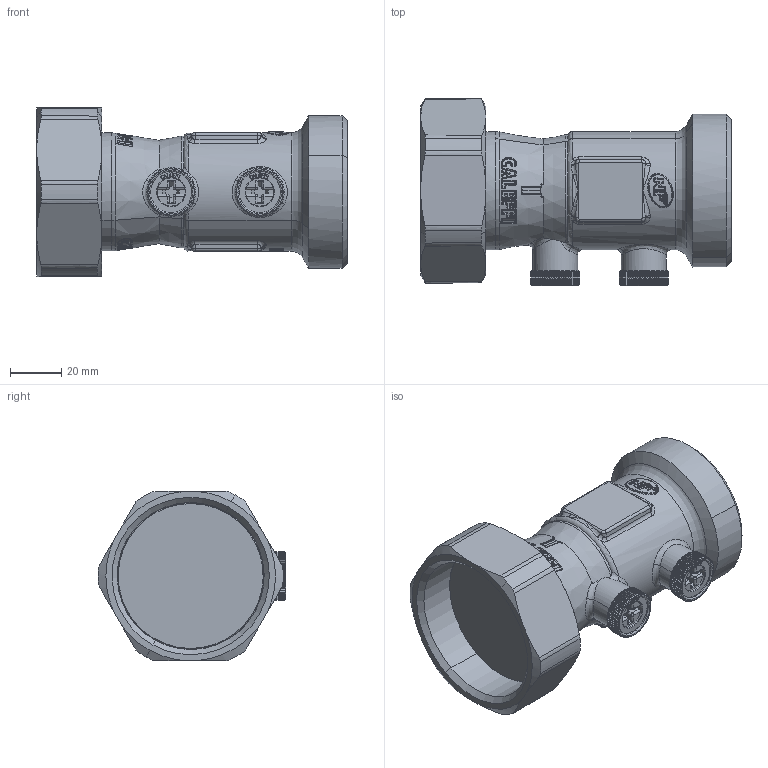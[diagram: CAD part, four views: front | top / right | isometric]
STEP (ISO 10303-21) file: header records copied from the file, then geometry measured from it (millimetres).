
FILE_DESCRIPTION(('CATIA V5 STEP Exchange','CAx-IF Rec.Pracs.--- Model Styling and Organization---1.5--- 2016-08-15','CAx-IF Rec.Pracs.---Supplemental Geometry---1.0---2011-11-01','CAx-IF Rec.Pracs.--- Composite Materials ---3.4---2017-06-13','CAx-IF Rec.Pracs.---Tessellated 3D Geometry---1.0---2015-12-17'),'2;1');
FILE_NAME('STEP_304680_-_TST.stp','2023-05-16T08:41:14+00:00',('none'),('none'),'CATIA Version 5-6 Release 2020 SP5','CATIA V5 STEP AP242 v2','none');
FILE_SCHEMA(('AP242_MANAGED_MODEL_BASED_3D_ENGINEERING_MIM_LF {1 0 10303 442 1 1 4}'));
Products named in the file (1): 304680 - TST
Bounding box: 120.75 x 72.98 x 65.81 mm (x, y, z)
Volume: 226963.2 mm3; surface area: 38811.2 mm2
Topology: 2 solids, 4 shells, 2383 faces, 6089 edges, 3604 vertices
Faces by surface type: bspline 1246, plane 713, cylinder 264, cone 63, sphere 51, torus 46
Entity records: 131430 total; most frequent: CARTESIAN_POINT 87882, ORIENTED_EDGE 11858, EDGE_CURVE 5929, DIRECTION 3843, B_SPLINE_CURVE_WITH_KNOTS 3622, VERTEX_POINT 3604, EDGE_LOOP 2439, ADVANCED_FACE 2383
